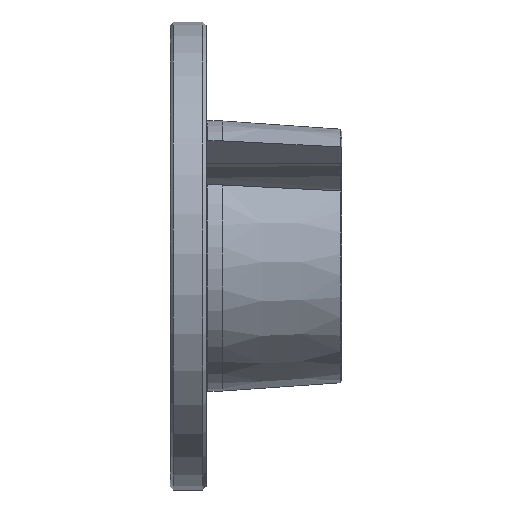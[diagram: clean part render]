
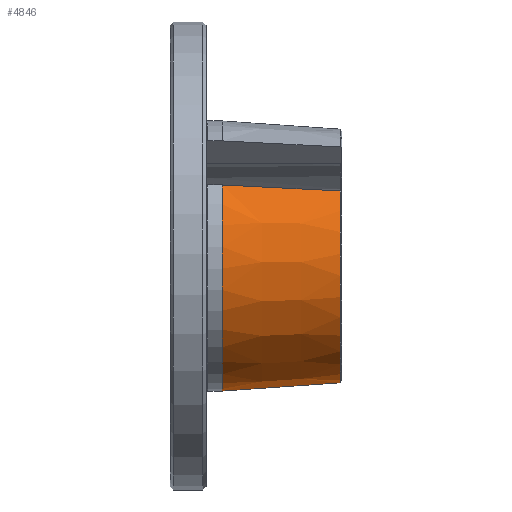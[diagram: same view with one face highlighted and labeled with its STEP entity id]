
A CAD part, top view. The second image highlights one B-rep face of the part: STEP entity #4846.
In plain terms, the highlighted conical face has half-angle 4 degrees and reference radius 41.235 mm.
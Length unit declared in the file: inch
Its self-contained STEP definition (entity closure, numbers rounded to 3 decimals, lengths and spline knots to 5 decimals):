
#319 = CARTESIAN_POINT ( 'NONE',  ( 0.62992, 0.85172, 1.38205 ) ) ;
#368 = EDGE_CURVE ( 'NONE', #4269, #1023, #1776, .T. ) ;
#783 = CARTESIAN_POINT ( 'NONE',  ( 0.62992, -1.62312, 0.0315 ) ) ;
#793 = CARTESIAN_POINT ( 'NONE',  ( 2.04729, -1.52399, 0.0315 ) ) ;
#816 = CARTESIAN_POINT ( 'NONE',  ( 1.57484, -1.55703, 0.0315 ) ) ;
#846 = CARTESIAN_POINT ( 'NONE',  ( 1.10238, -1.59008, 0.0315 ) ) ;
#924 = CARTESIAN_POINT ( 'NONE',  ( 2.04729, 0.77956, 1.30989 ) ) ;
#947 = EDGE_CURVE ( 'NONE', #4269, #3271, #3162, .T. ) ;
#1023 = VERTEX_POINT ( 'NONE', #924 ) ;
#1039 = AXIS2_PLACEMENT_3D ( 'NONE', #1144, #1133, #1126 ) ;
#1126 = DIRECTION ( 'NONE',  ( 0., -1., 0. ) ) ;
#1133 = DIRECTION ( 'NONE',  ( 1., 0., 0. ) ) ;
#1144 = CARTESIAN_POINT ( 'NONE',  ( 0.62992, 0., 0. ) ) ;
#1149 = EDGE_CURVE ( 'NONE', #3961, #3271, #1296, .T. ) ;
#1296 = B_SPLINE_CURVE_WITH_KNOTS ( 'NONE', 3,
 ( #793, #816, #846, #783 ),
 .UNSPECIFIED., .F., .F.,
 ( 4, 4 ),
 ( 0., 0.03609 ),
 .UNSPECIFIED. ) ;
#1303 = DIRECTION ( 'NONE',  ( -1., 0., 0. ) ) ;
#1308 = FACE_OUTER_BOUND ( 'NONE', #4702, .T. ) ;
#1598 = CARTESIAN_POINT ( 'NONE',  ( 0.62992, 0., 0. ) ) ;
#1612 = DIRECTION ( 'NONE',  ( -1., 0., 0. ) ) ;
#1776 = B_SPLINE_CURVE_WITH_KNOTS ( 'NONE', 3,
 ( #4396, #4401, #4427, #4395 ),
 .UNSPECIFIED., .F., .F.,
 ( 4, 4 ),
 ( 0., 1. ),
 .UNSPECIFIED. ) ;
#2032 = DIRECTION ( 'NONE',  ( 0., -1., 0. ) ) ;
#2210 = CONICAL_SURFACE ( 'NONE', #2814, 1.62343, 0.07 ) ;
#2397 = ORIENTED_EDGE ( 'NONE', *, *, #368, .F. ) ;
#2484 = CARTESIAN_POINT ( 'NONE',  ( 2.04729, -1.52399, 0.0315 ) ) ;
#2566 = EDGE_CURVE ( 'NONE', #3961, #1023, #3907, .T. ) ;
#2814 = AXIS2_PLACEMENT_3D ( 'NONE', #1598, #1612, #2032 ) ;
#2873 = CARTESIAN_POINT ( 'NONE',  ( 0.62992, -1.62312, 0.0315 ) ) ;
#2989 = ORIENTED_EDGE ( 'NONE', *, *, #947, .T. ) ;
#3162 = CIRCLE ( 'NONE', #1039, 1.62343 ) ;
#3271 = VERTEX_POINT ( 'NONE', #2873 ) ;
#3592 = CARTESIAN_POINT ( 'NONE',  ( 2.04729, 0., 0. ) ) ;
#3802 = ORIENTED_EDGE ( 'NONE', *, *, #2566, .T. ) ;
#3907 = CIRCLE ( 'NONE', #4723, 1.52431 ) ;
#3930 = DIRECTION ( 'NONE',  ( 0., -1., 0. ) ) ;
#3961 = VERTEX_POINT ( 'NONE', #2484 ) ;
#4269 = VERTEX_POINT ( 'NONE', #319 ) ;
#4292 = ORIENTED_EDGE ( 'NONE', *, *, #1149, .F. ) ;
#4395 = CARTESIAN_POINT ( 'NONE',  ( 2.04729, 0.77956, 1.30989 ) ) ;
#4396 = CARTESIAN_POINT ( 'NONE',  ( 0.62992, 0.85172, 1.38205 ) ) ;
#4401 = CARTESIAN_POINT ( 'NONE',  ( 1.11815, 0.82691, 1.35724 ) ) ;
#4427 = CARTESIAN_POINT ( 'NONE',  ( 1.59061, 0.80286, 1.33319 ) ) ;
#4702 = EDGE_LOOP ( 'NONE', ( #4292, #3802, #2397, #2989 ) ) ;
#4723 = AXIS2_PLACEMENT_3D ( 'NONE', #3592, #1303, #3930 ) ;
#4846 = ADVANCED_FACE ( 'NONE', ( #1308 ), #2210, .T. ) ;
